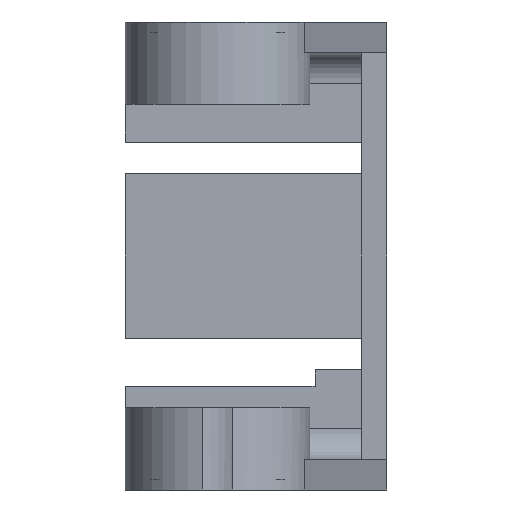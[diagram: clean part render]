
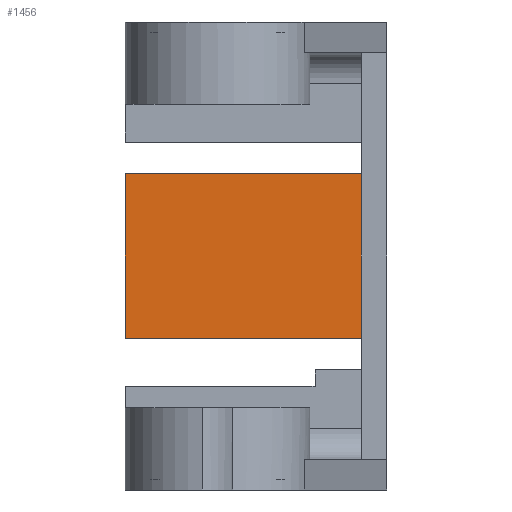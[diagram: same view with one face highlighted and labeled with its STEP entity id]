
A CAD part, front view. The second image highlights one B-rep face of the part: STEP entity #1456.
In plain terms, the highlighted planar face has unit normal (0, -1, 0).
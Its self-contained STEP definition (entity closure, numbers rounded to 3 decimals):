
#2 = CARTESIAN_POINT ( 'NONE',  ( -19., 69.8, 30.8 ) ) ;
#123 = VECTOR ( 'NONE', #271, 1000. ) ;
#132 = ORIENTED_EDGE ( 'NONE', *, *, #2387, .T. ) ;
#147 = DIRECTION ( 'NONE',  ( 0., 0., 1. ) ) ;
#179 = EDGE_CURVE ( 'NONE', #2187, #3295, #817, .T. ) ;
#271 = DIRECTION ( 'NONE',  ( 1., 0., 0. ) ) ;
#667 = LINE ( 'NONE', #3134, #1014 ) ;
#722 = CARTESIAN_POINT ( 'NONE',  ( -42., 69.8, 14.8 ) ) ;
#746 = ORIENTED_EDGE ( 'NONE', *, *, #1538, .F. ) ;
#790 = DIRECTION ( 'NONE',  ( 0., 0., -1. ) ) ;
#795 = ORIENTED_EDGE ( 'NONE', *, *, #2738, .F. ) ;
#817 = LINE ( 'NONE', #1667, #123 ) ;
#902 = EDGE_LOOP ( 'NONE', ( #746, #132, #795, #929 ) ) ;
#929 = ORIENTED_EDGE ( 'NONE', *, *, #179, .F. ) ;
#1014 = VECTOR ( 'NONE', #1458, 1000. ) ;
#1085 = CARTESIAN_POINT ( 'NONE',  ( -42., 69.8, 30.8 ) ) ;
#1306 = CARTESIAN_POINT ( 'NONE',  ( -58.279, 69.8, 30.8 ) ) ;
#1358 = LINE ( 'NONE', #1085, #2769 ) ;
#1456 = ADVANCED_FACE ( 'NONE', ( #2086 ), #2634, .F. ) ;
#1458 = DIRECTION ( 'NONE',  ( 1., 0., 0. ) ) ;
#1538 = EDGE_CURVE ( 'NONE', #3507, #2187, #1358, .T. ) ;
#1584 = AXIS2_PLACEMENT_3D ( 'NONE', #1306, #3489, #147 ) ;
#1667 = CARTESIAN_POINT ( 'NONE',  ( -58.279, 69.8, 30.8 ) ) ;
#1902 = DIRECTION ( 'NONE',  ( 0., 0., 1. ) ) ;
#1944 = CARTESIAN_POINT ( 'NONE',  ( -19., 69.8, 14.8 ) ) ;
#2018 = VERTEX_POINT ( 'NONE', #1944 ) ;
#2086 = FACE_OUTER_BOUND ( 'NONE', #902, .T. ) ;
#2187 = VERTEX_POINT ( 'NONE', #2765 ) ;
#2190 = LINE ( 'NONE', #2481, #2909 ) ;
#2387 = EDGE_CURVE ( 'NONE', #3507, #2018, #667, .T. ) ;
#2481 = CARTESIAN_POINT ( 'NONE',  ( -19., 69.8, 30.8 ) ) ;
#2634 = PLANE ( 'NONE',  #1584 ) ;
#2738 = EDGE_CURVE ( 'NONE', #3295, #2018, #2190, .T. ) ;
#2765 = CARTESIAN_POINT ( 'NONE',  ( -42., 69.8, 30.8 ) ) ;
#2769 = VECTOR ( 'NONE', #1902, 1000. ) ;
#2909 = VECTOR ( 'NONE', #790, 1000. ) ;
#3134 = CARTESIAN_POINT ( 'NONE',  ( -58.279, 69.8, 14.8 ) ) ;
#3295 = VERTEX_POINT ( 'NONE', #2 ) ;
#3489 = DIRECTION ( 'NONE',  ( 0., 1., 0. ) ) ;
#3507 = VERTEX_POINT ( 'NONE', #722 ) ;
